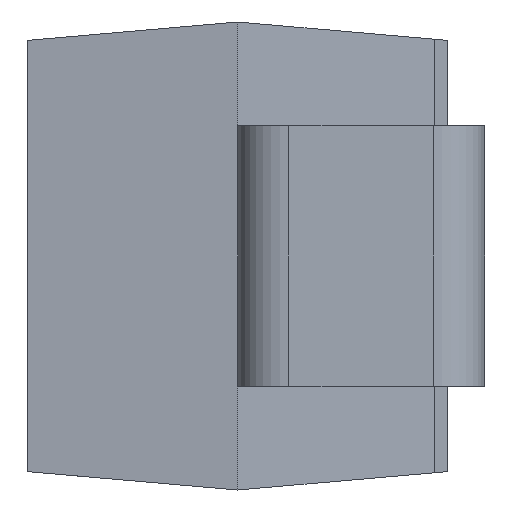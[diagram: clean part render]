
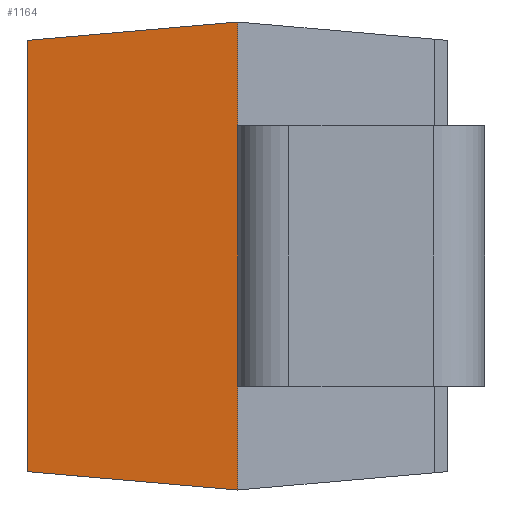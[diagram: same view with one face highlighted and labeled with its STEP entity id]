
A CAD part, left-side view. The second image highlights one B-rep face of the part: STEP entity #1164.
In plain terms, the highlighted planar face has unit normal (-0.996, 0.087, 0).
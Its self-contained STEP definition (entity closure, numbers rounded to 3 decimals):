
#1 = EDGE_CURVE ( 'NONE', #708, #1516, #119, .T. ) ;
#9 = ORIENTED_EDGE ( 'NONE', *, *, #1, .T. ) ;
#12 = EDGE_CURVE ( 'NONE', #799, #1219, #864, .T. ) ;
#45 = CARTESIAN_POINT ( 'NONE',  ( -2.064, 2.5, -1.179 ) ) ;
#95 = VECTOR ( 'NONE', #1130, 1000. ) ;
#119 = LINE ( 'NONE', #893, #95 ) ;
#122 = VECTOR ( 'NONE', #277, 1000. ) ;
#186 = ORIENTED_EDGE ( 'NONE', *, *, #963, .F. ) ;
#243 = ORIENTED_EDGE ( 'NONE', *, *, #12, .F. ) ;
#251 = CARTESIAN_POINT ( 'NONE',  ( -2.064, 2.5, 1.28 ) ) ;
#277 = DIRECTION ( 'NONE',  ( -0.087, -0.992, 0.087 ) ) ;
#346 = FACE_OUTER_BOUND ( 'NONE', #1199, .T. ) ;
#399 = EDGE_CURVE ( 'NONE', #1516, #1219, #1329, .T. ) ;
#486 = DIRECTION ( 'NONE',  ( 0., 0., 1. ) ) ;
#590 = DIRECTION ( 'NONE',  ( 0., 0., 1. ) ) ;
#609 = CARTESIAN_POINT ( 'NONE',  ( -2.165, 1.35, 1.28 ) ) ;
#708 = VERTEX_POINT ( 'NONE', #45 ) ;
#799 = VERTEX_POINT ( 'NONE', #1079 ) ;
#855 = DIRECTION ( 'NONE',  ( 0., 0., 1. ) ) ;
#864 = LINE ( 'NONE', #1253, #122 ) ;
#893 = CARTESIAN_POINT ( 'NONE',  ( -2.146, 1.571, -1.261 ) ) ;
#963 = EDGE_CURVE ( 'NONE', #708, #799, #1460, .T. ) ;
#975 = DIRECTION ( 'NONE',  ( -0.996, 0.087, 0. ) ) ;
#1004 = VECTOR ( 'NONE', #486, 1000. ) ;
#1079 = CARTESIAN_POINT ( 'NONE',  ( -2.064, 2.5, 1.179 ) ) ;
#1083 = PLANE ( 'NONE',  #1210 ) ;
#1092 = CARTESIAN_POINT ( 'NONE',  ( -2.165, 1.35, 1.28 ) ) ;
#1130 = DIRECTION ( 'NONE',  ( -0.087, -0.992, -0.087 ) ) ;
#1164 = ADVANCED_FACE ( 'NONE', ( #346 ), #1083, .T. ) ;
#1199 = EDGE_LOOP ( 'NONE', ( #1399, #243, #186, #9 ) ) ;
#1210 = AXIS2_PLACEMENT_3D ( 'NONE', #1092, #975, #590 ) ;
#1218 = CARTESIAN_POINT ( 'NONE',  ( -2.165, 1.35, 1.28 ) ) ;
#1219 = VERTEX_POINT ( 'NONE', #1218 ) ;
#1253 = CARTESIAN_POINT ( 'NONE',  ( -2.132, 1.723, 1.247 ) ) ;
#1292 = CARTESIAN_POINT ( 'NONE',  ( -2.165, 1.35, -1.28 ) ) ;
#1329 = LINE ( 'NONE', #609, #1004 ) ;
#1399 = ORIENTED_EDGE ( 'NONE', *, *, #399, .T. ) ;
#1460 = LINE ( 'NONE', #251, #1567 ) ;
#1516 = VERTEX_POINT ( 'NONE', #1292 ) ;
#1567 = VECTOR ( 'NONE', #855, 1000. ) ;
